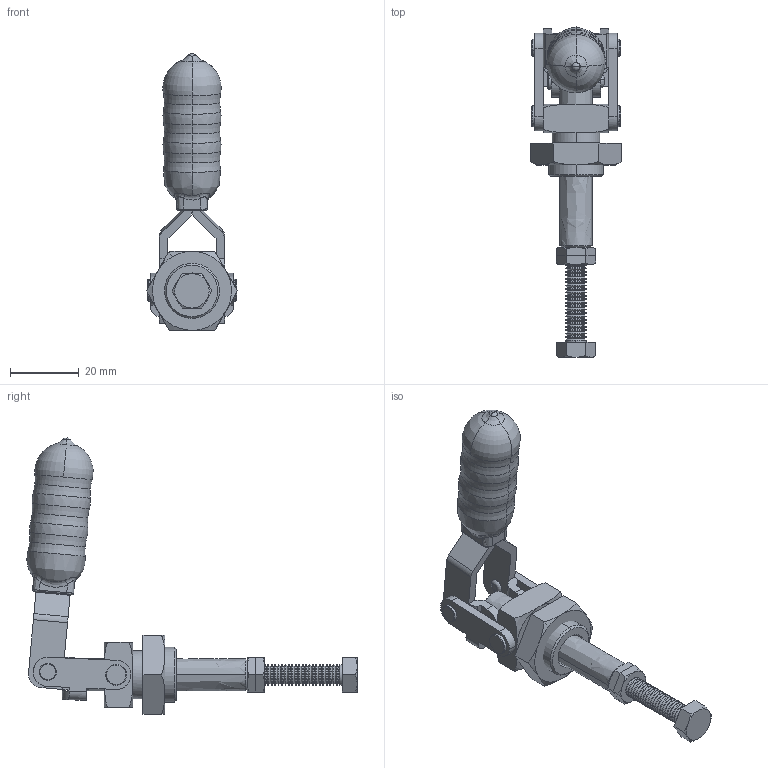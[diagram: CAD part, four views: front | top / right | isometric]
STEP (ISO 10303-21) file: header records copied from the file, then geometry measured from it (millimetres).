
FILE_DESCRIPTION((''),' ');
FILE_NAME('GH-36202M.stp',' ',('stephen'),('BIB design'),' ','ACIS 14.0',' ');
FILE_SCHEMA(('automotive_design'));
Length unit declared in the file: inch
Products named in the file (13): Part_538; Part_537; Part_536; Part_535; Part_534; Part_533; Part_532; Part_531; Part_530; Part_529; Part_56441; Part_60373; Part_65724
Bounding box: 26.56 x 96.23 x 80.62 mm (x, y, z)
Volume: 24834.6 mm3; surface area: 17478.3 mm2
Topology: 14 solids, 14 shells, 560 faces, 1461 edges, 933 vertices
Faces by surface type: revolution 279, bspline 257, plane 15, cylinder 7, sphere 2
Entity records: 48669 total; most frequent: CARTESIAN_POINT 19253, PRESENTATION_STYLE_ASSIGNMENT 3504, COLOUR_RGB 3504, STYLED_ITEM 2963, ORIENTED_EDGE 2914, CURVE_STYLE 1998, DIRECTION 1512, EDGE_CURVE 1457
